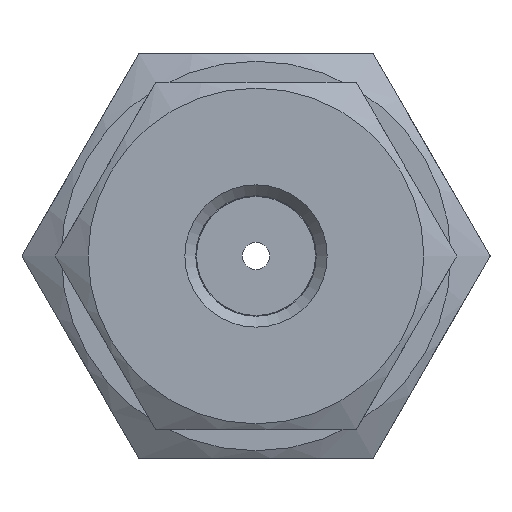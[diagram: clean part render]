
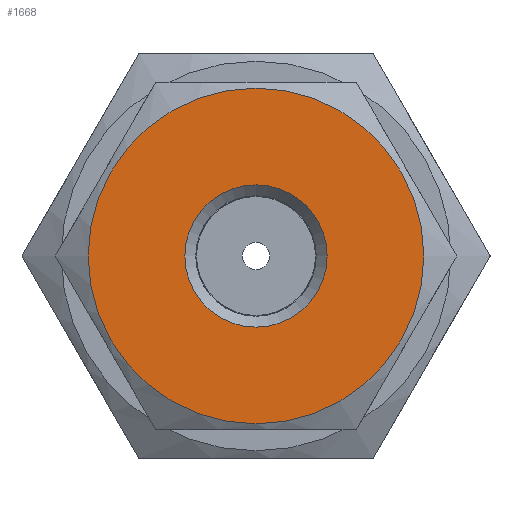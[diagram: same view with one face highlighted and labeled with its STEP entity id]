
A CAD part, left-side view. The second image highlights one B-rep face of the part: STEP entity #1668.
In plain terms, the highlighted planar face has unit normal (-1, 0, 0).
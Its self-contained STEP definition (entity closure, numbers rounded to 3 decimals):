
#1488=CARTESIAN_POINT('',(0.0,4.6,0.0));
#1489=VERTEX_POINT('',#1488);
#1490=CARTESIAN_POINT('',(0.,0.,0.0));
#1491=DIRECTION('',(1.0,0.0,0.0));
#1492=DIRECTION('',(0.0,1.0,0.0));
#1493=AXIS2_PLACEMENT_3D('',#1490,#1491,#1492);
#1494=CIRCLE('',#1493,4.6);
#1495=EDGE_CURVE('',#1489,#1489,#1494,.T.);
#1645=CARTESIAN_POINT('',(0.,-1.95,0.));
#1646=VERTEX_POINT('',#1645);
#1647=CARTESIAN_POINT('',(0.,0.,0.0));
#1648=DIRECTION('',(-1.0,0.0,0.0));
#1649=DIRECTION('',(0.0,1.0,0.0));
#1650=AXIS2_PLACEMENT_3D('',#1647,#1648,#1649);
#1651=CIRCLE('',#1650,1.95);
#1652=EDGE_CURVE('',#1646,#1646,#1651,.T.);
#1657=CARTESIAN_POINT('',(0.0,2.3,0.0));
#1658=DIRECTION('',(-1.0,0.0,0.0));
#1659=DIRECTION('',(0.0,0.0,1.0));
#1660=AXIS2_PLACEMENT_3D('',#1657,#1658,#1659);
#1661=PLANE('',#1660);
#1662=ORIENTED_EDGE('',*,*,#1495,.F.);
#1663=EDGE_LOOP('',(#1662));
#1664=FACE_OUTER_BOUND('',#1663,.T.);
#1665=ORIENTED_EDGE('',*,*,#1652,.F.);
#1666=EDGE_LOOP('',(#1665));
#1667=FACE_BOUND('',#1666,.T.);
#1668=ADVANCED_FACE('',(#1664,#1667),#1661,.T.);
